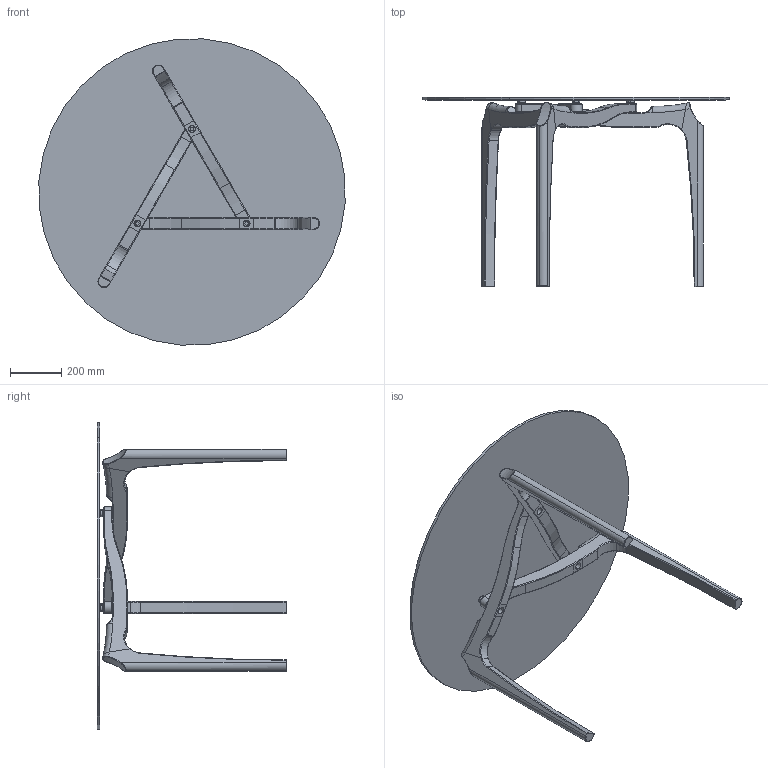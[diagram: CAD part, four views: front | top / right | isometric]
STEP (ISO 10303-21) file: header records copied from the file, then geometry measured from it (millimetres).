
FILE_DESCRIPTION (( 'STEP AP214' ), '1' );
FILE_NAME ('PN-480-00-01-F120623-CARLINA DINING TABLE 120.STEP', '2024-05-14T08:33:10', ( '' ), ( '' ), 'SwSTEP 2.0', 'SolidWorks 2022', '' );
FILE_SCHEMA (( 'AUTOMOTIVE_DESIGN' ));
Length unit declared in the file: millimetre
Products named in the file (7): MI-480-01-01-01-F060623-PATA; Arandela DIN9021 M8; Tornillo DIN 912 M8x75; MI-480-01-01-07-F120623-SOBRE 120; Esparrago M4x10; MI-480-01-01-03-F060623-CASQUILLO; PN-480-00-01-F120623-CARLINA DINING TABLE 120
Assembly tree (16 placements, depth 2):
  PN-480-00-01-F120623-CARLINA DINING TABLE 120
    MI-480-01-01-01-F060623-PATA  x3
    MI-480-01-01-03-F060623-CASQUILLO  x3
    MI-480-01-01-07-F120623-SOBRE 120
    Arandela DIN9021 M8  x3
    Tornillo DIN 912 M8x75  x3
    Esparrago M4x10  x3
Bounding box: 1196.69 x 740 x 1196.69 mm (x, y, z)
Volume: 20781037 mm3; surface area: 3139279 mm2
Topology: 25 solids, 25 shells, 490 faces, 1080 edges, 664 vertices
Faces by surface type: cylinder 224, plane 107, torus 99, cone 36, bspline 24
Entity records: 6552 total; most frequent: CARTESIAN_POINT 2273, DIRECTION 923, ORIENTED_EDGE 748, AXIS2_PLACEMENT_3D 402, EDGE_CURVE 374, VERTEX_POINT 232, CIRCLE 217, EDGE_LOOP 194
